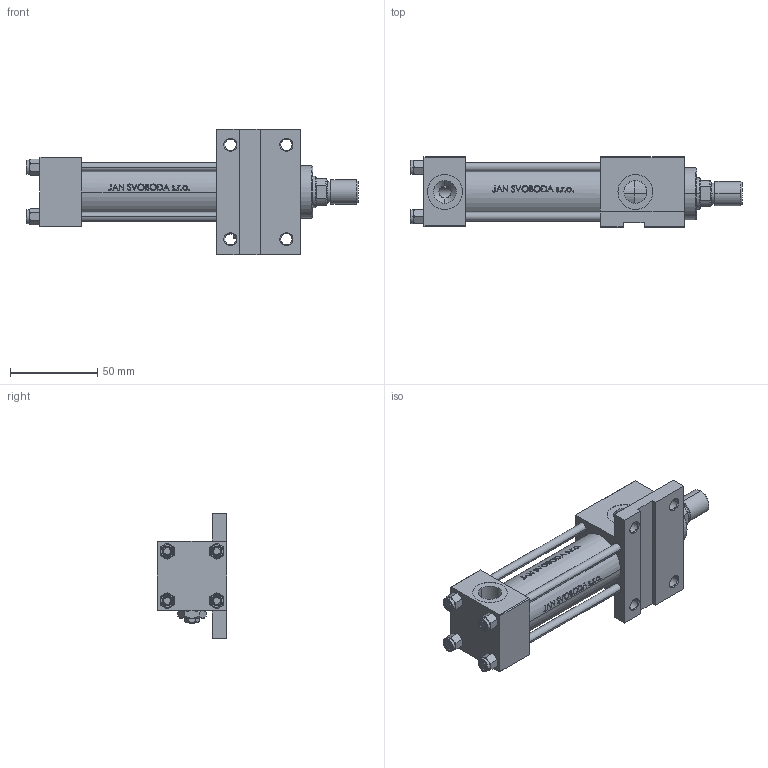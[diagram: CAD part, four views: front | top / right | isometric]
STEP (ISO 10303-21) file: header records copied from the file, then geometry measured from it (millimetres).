
FILE_DESCRIPTION (( 'STEP AP203' ), '1' );
FILE_NAME ('a78b.STEP', '2023-08-23T13:13:26', ( '' ), ( '' ), 'SwSTEP 2.0', 'SolidWorks 2019', '' );
FILE_SCHEMA (( 'CONFIG_CONTROL_DESIGN' ));
Length unit declared in the file: millimetre
Products named in the file (8): V215_VC_A 1151b055aad975643be1b4b602ddcd7c; V215CR_F_TYCINKA 1151b055aad975643be1b4b602ddcd7c; NUT_M5_F 1151b055aad975643be1b4b602ddcd7c; V215CR_VCP_F 1151b055aad975643be1b4b602ddcd7c; V215CR_F_Body 1151b055aad975643be1b4b602ddcd7c; a78b; ROD_END_AH 1151b055aad975643be1b4b602ddcd7c; Zatka_pro_OIL_PORT 1151b055aad975643be1b4b602ddcd7c
Assembly tree (13 placements, depth 2):
  a78b
    V215CR_F_Body 1151b055aad975643be1b4b602ddcd7c
    V215CR_VCP_F 1151b055aad975643be1b4b602ddcd7c
    V215CR_F_TYCINKA 1151b055aad975643be1b4b602ddcd7c  x4
    NUT_M5_F 1151b055aad975643be1b4b602ddcd7c  x4
    V215_VC_A 1151b055aad975643be1b4b602ddcd7c
    ROD_END_AH 1151b055aad975643be1b4b602ddcd7c
    Zatka_pro_OIL_PORT 1151b055aad975643be1b4b602ddcd7c
Bounding box: 190 x 40 x 72 mm (x, y, z)
Volume: 180049.8 mm3; surface area: 71449.4 mm2
Topology: 13 solids, 13 shells, 1161 faces, 2864 edges, 1845 vertices
Faces by surface type: plane 463, bspline 380, cone 176, cylinder 132, torus 10
Entity records: 49670 total; most frequent: CARTESIAN_POINT 26473, ORIENTED_EDGE 5220, DIRECTION 3364, EDGE_CURVE 2610, VERTEX_POINT 1701, VECTOR 1324, LINE 1324, EDGE_LOOP 1179
